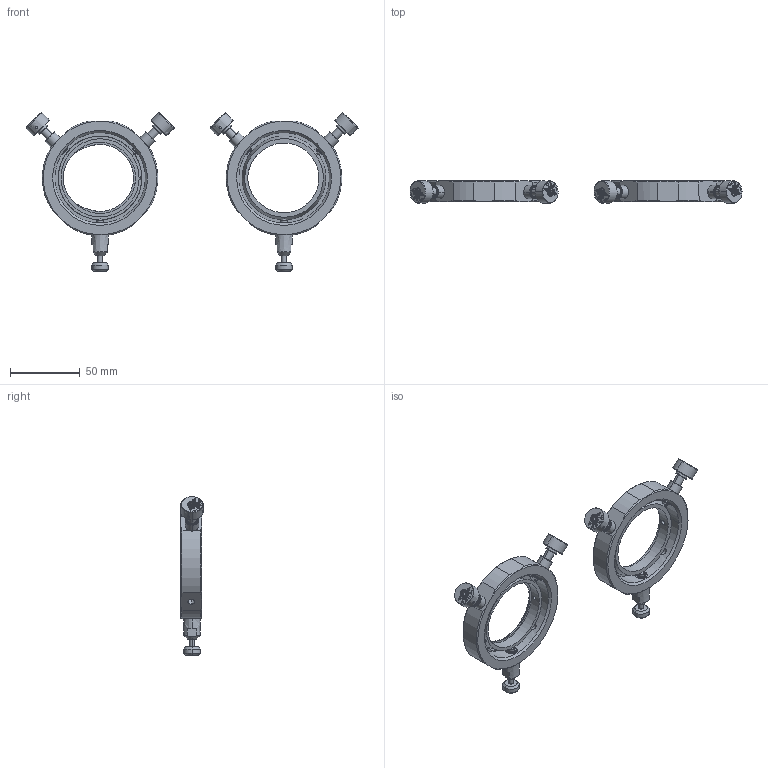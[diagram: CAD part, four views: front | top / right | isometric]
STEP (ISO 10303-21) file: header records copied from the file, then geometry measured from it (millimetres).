
FILE_DESCRIPTION(/* description */ (''),/* implementation_level */ '2;1');
FILE_NAME(/* name */ 'MM-YZ-L',/* time_stamp */ '2021-08-20T16:33:19+03:00',/* author */ (''),/* organization */ (''),/* preprocessor_version */ 'ST-DEVELOPER v15',/* originating_system */ '',/* authorisation */ '');
FILE_SCHEMA (('AUTOMOTIVE_DESIGN'));
Products named in the file (4): Document; MM-YZ-50; MM-YZ-50_Substitute_1; Block 01
Assembly tree (3 placements, depth 4):
  Document
    MM-YZ-50
      MM-YZ-50_Substitute_1
        Block 01
Bounding box: 238.24 x 16.04 x 113.8 mm (x, y, z)
Volume: 80770.2 mm3; surface area: 50550.7 mm2
Topology: 23 solids, 32 shells, 1157 faces, 3131 edges, 2066 vertices
Faces by surface type: bspline 1157
Entity records: 78075 total; most frequent: CARTESIAN_POINT 38188, B_SPLINE_CURVE_WITH_KNOTS 8070, ORIENTED_EDGE 6182, PCURVE 6182, DEFINITIONAL_REPRESENTATION 6182, SURFACE_CURVE 3105, EDGE_CURVE 3105, VERTEX_POINT 2066
